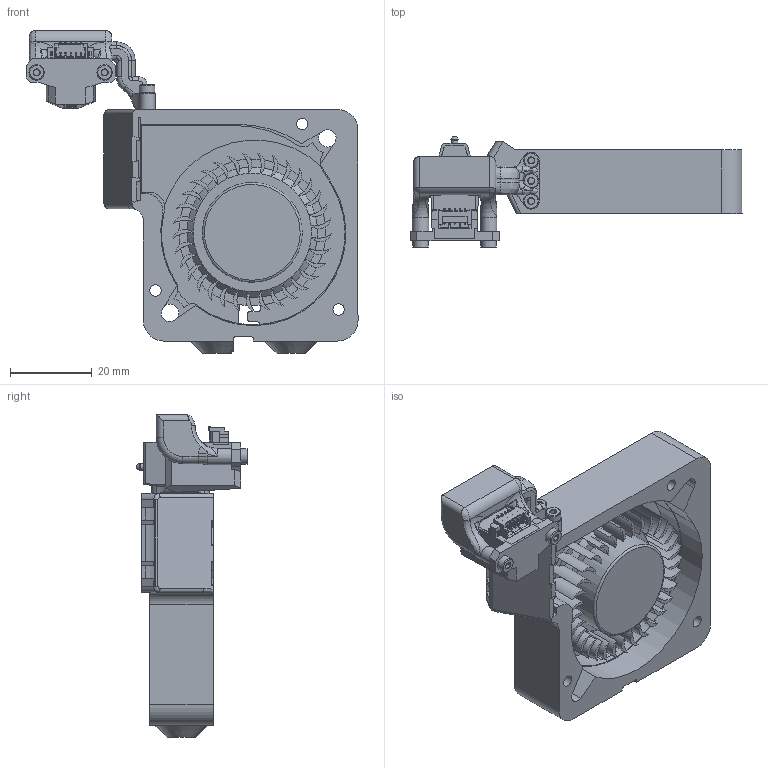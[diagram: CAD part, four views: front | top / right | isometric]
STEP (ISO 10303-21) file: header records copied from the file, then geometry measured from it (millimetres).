
FILE_DESCRIPTION(/* description */ (''),/* implementation_level */ '2;1');
FILE_NAME(/* name */ 'BTT Microprobe Mod Assembly - V0.2.0.step',/* time_stamp */ '2024-06-07T19:27:21-04:00',/* author */ (''),/* organization */ (''),/* preprocessor_version */ 'ST-DEVELOPER v20',/* originating_system */ 'Autodesk Translation Framework v13.14.0.145',/* authorisation */ '');
FILE_SCHEMA (('AUTOMOTIVE_DESIGN { 1 0 10303 214 3 1 1 }'));
Products named in the file (13): BTT Microprobe Mod - V0.2.0; Part Fan Enclosure (风扇围墙)[3DP] v7; 5015 Blower Fan v5; P-REXZ_v285_turbine v1; BTT Microprobe Assembly v1; MicroProbe Plastic Case; MicroProbe Pin; MicroProbe PCB; SCT1251WVS-5 Assembly; SCT1251WVS-5 Plastic part; SCT1251WVS-5 Metal parts; BTT Microprobe Mount; M2 x 0.4mm Thread 8mm LONG SOCKET HEAD CAP SCREW
Assembly tree (16 placements, depth 4):
  BTT Microprobe Mod - V0.2.0
    Part Fan Enclosure (风扇围墙)[3DP] v7
    5015 Blower Fan v5
      P-REXZ_v285_turbine v1
    BTT Microprobe Assembly v1
      MicroProbe Plastic Case
      MicroProbe Pin
      MicroProbe PCB
      SCT1251WVS-5 Assembly
        SCT1251WVS-5 Plastic part
        SCT1251WVS-5 Metal parts
    BTT Microprobe Mount
    M2 x 0.4mm Thread 8mm LONG SOCKET HEAD CAP SCREW  x5
Bounding box: 81.45 x 27.41 x 79.11 mm (x, y, z)
Volume: 24911.3 mm3; surface area: 29624 mm2
Topology: 20 solids, 20 shells, 2118 faces, 5408 edges, 3355 vertices
Faces by surface type: plane 1205, cylinder 576, cone 261, bspline 49, torus 27
Full cylindrical faces by diameter (mm): 1.48 x95, 1.6 x1, 1.8 x5, 1.85 x1, 1.95 x2, 2 x91, 2.1 x3, 2.5 x2, 2.8 x3, 3.6 x2, 3.8 x5, 3.95 x1, 4 x3, 4.5 x2, 5 x1, 22.8 x1, 24.5 x1
Entity records: 61473 total; most frequent: CARTESIAN_POINT 15933, ORIENTED_EDGE 9488, DIRECTION 9319, EDGE_CURVE 4744, LINE 3305, VECTOR 3305, AXIS2_PLACEMENT_3D 3007, VERTEX_POINT 2935
